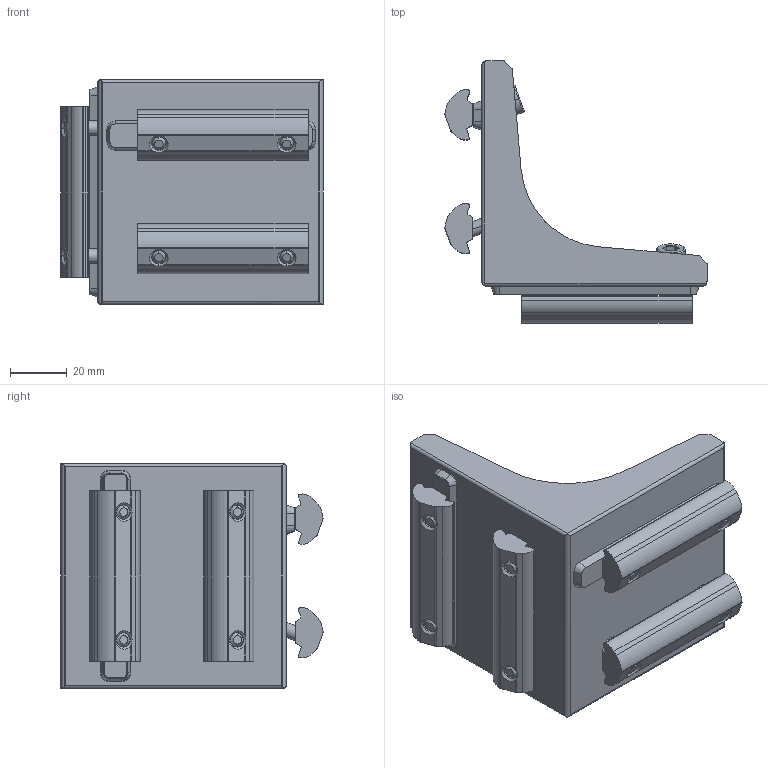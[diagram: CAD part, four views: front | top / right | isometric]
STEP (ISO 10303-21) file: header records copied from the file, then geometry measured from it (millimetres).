
FILE_DESCRIPTION (( 'STEP AP214' ), '1' );
FILE_NAME ('80mm HD Perpendicular Bracket Kit(40CPB-0541-001-01).STEP', '2020-03-11T16:17:56', ( '' ), ( '' ), 'SwSTEP 2.0', 'SolidWorks 2019', '' );
FILE_SCHEMA (( 'AUTOMOTIVE_DESIGN' ));
Length unit declared in the file: millimetre
Products named in the file (4): Flanged SHCS_M6x1.0x20mm; M6x1.0 60mm Bright Zinc 2-Hole Angle Nut_Standard; 80mm HD Perpendicular Bracket Kit(40CPB-0541-001-01); 80x80mm L-Bracket Extrusion_80mm HD PB (40CPB-0541-001-00)
Assembly tree (13 placements, depth 2):
  80mm HD Perpendicular Bracket Kit(40CPB-0541-001-01)
    80x80mm L-Bracket Extrusion_80mm HD PB (40CPB-0541-001-00)
    M6x1.0 60mm Bright Zinc 2-Hole Angle Nut_Standard  x4
    Flanged SHCS_M6x1.0x20mm  x8
Bounding box: 92.19 x 92.19 x 79 mm (x, y, z)
Volume: 186691.2 mm3; surface area: 51020.9 mm2
Topology: 13 solids, 13 shells, 564 faces, 1318 edges, 796 vertices
Faces by surface type: cylinder 224, plane 152, cone 80, torus 56, bspline 48, sphere 4
Entity records: 7275 total; most frequent: CARTESIAN_POINT 2003, DIRECTION 1104, ORIENTED_EDGE 1048, EDGE_CURVE 524, AXIS2_PLACEMENT_3D 442, VERTEX_POINT 322, EDGE_LOOP 244, VECTOR 220
